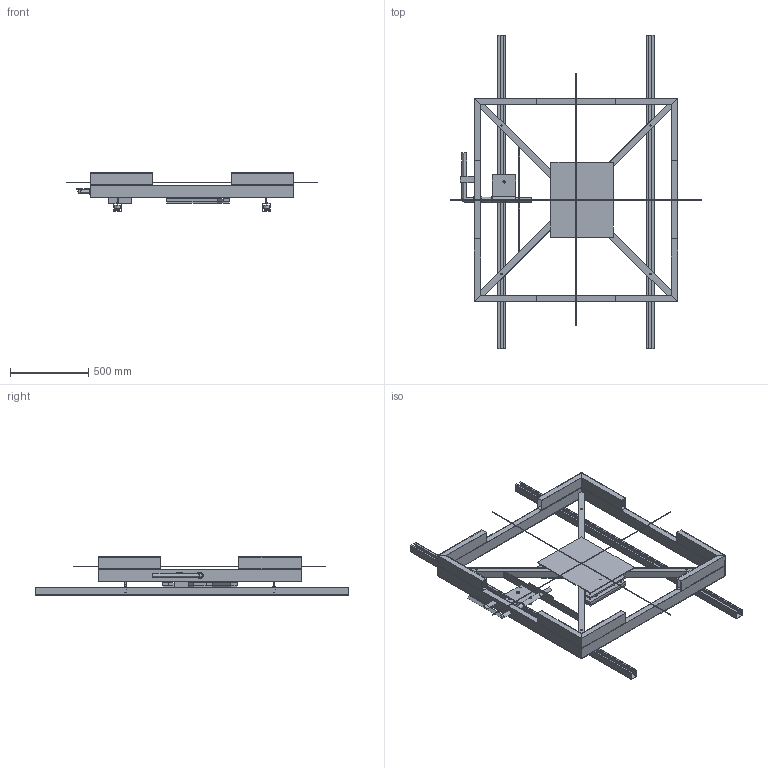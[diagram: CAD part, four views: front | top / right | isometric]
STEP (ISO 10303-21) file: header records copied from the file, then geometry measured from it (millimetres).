
FILE_DESCRIPTION(/* description */ (''),/* implementation_level */ '2;1');
FILE_NAME(/* name */ 'Wagen.stp',/* time_stamp */ '2016-07-09T18:22:06+02:00',/* author */ ('jannis'),/* organization */ (''),/* preprocessor_version */ 'ST-DEVELOPER v16.5',/* originating_system */ 'AutoCAD Mechanical',/* authorisation */ '');
FILE_SCHEMA (('AUTOMOTIVE_DESIGN { 1 0 10303 214 3 1 1 }'));
Length unit declared in the file: millimetre
Products named in the file (16): Product; *S11; *S10; *S12; *S14; *S13; *S16; *S15; *S18; *S17; *S20; *S19; *S22; *S21; bremse_neu; Bremse_feststell
Assembly tree (17 placements, depth 3):
  Product
    *S11
      *S10
    *S12
    *S14
      *S13
    *S16
      *S15
    *S18
      *S17
    *S20
      *S19
    *S22
      *S21
    bremse_neu  x3
    Bremse_feststell
Bounding box: 1610 x 2000 x 246.8 mm (x, y, z)
Volume: 16442888.7 mm3; surface area: 7882162.4 mm2
Topology: 115 solids, 115 shells, 1014 faces, 4021 edges, 5067 vertices
Faces by surface type: plane 617, cylinder 203, torus 105, cone 84, sphere 5
Full cylindrical faces by diameter (mm): 1.5 x4, 4 x1, 5 x25, 6.647 x2, 8 x13, 8.75 x2, 9 x3, 9.3 x15, 10 x18, 13 x2, 14 x1, 15.5 x13, 16 x29, 20 x33, 30 x4, 31 x3, 33 x2, 34 x3, 39.5 x4, 40 x2, 42 x2
Entity records: 38486 total; most frequent: CARTESIAN_POINT 13079, DIRECTION 5337, ORIENTED_EDGE 2832, LINE 1965, VECTOR 1965, STYLED_ITEM 1908, TRIMMED_CURVE 1826, AXIS2_PLACEMENT_3D 1686
